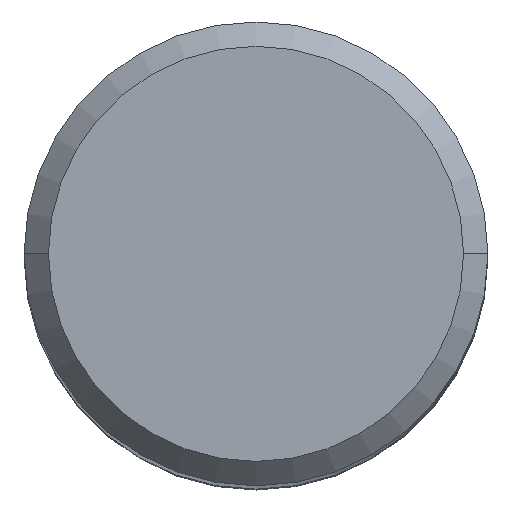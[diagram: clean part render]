
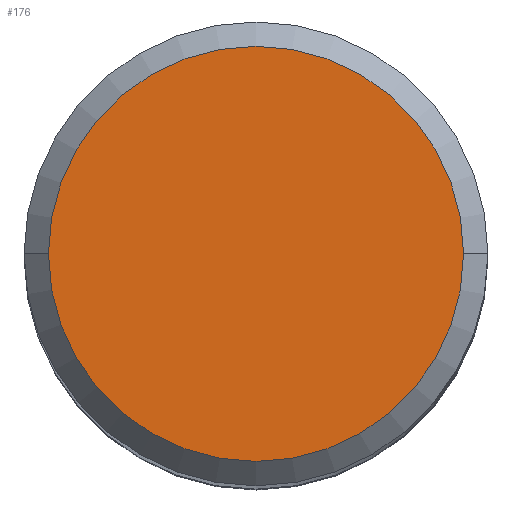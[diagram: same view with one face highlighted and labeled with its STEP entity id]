
A CAD part, top view. The second image highlights one B-rep face of the part: STEP entity #176.
In plain terms, the highlighted planar face has unit normal (0, 0, 1).
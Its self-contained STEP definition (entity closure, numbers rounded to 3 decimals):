
#43=PLANE('',#1349);
#176=ADVANCED_FACE('',(#262),#43,.F.);
#262=FACE_OUTER_BOUND('',#336,.T.);
#336=EDGE_LOOP('',(#544,#545));
#544=ORIENTED_EDGE('',*,*,#816,.T.);
#545=ORIENTED_EDGE('',*,*,#817,.T.);
#698=VERTEX_POINT('',#2805);
#699=VERTEX_POINT('',#2806);
#816=EDGE_CURVE('',#698,#699,#995,.T.);
#817=EDGE_CURVE('',#699,#698,#996,.T.);
#995=CIRCLE('',#1347,8.525);
#996=CIRCLE('',#1348,8.525);
#1347=AXIS2_PLACEMENT_3D('',#2804,#1621,#1622);
#1348=AXIS2_PLACEMENT_3D('',#2807,#1623,#1624);
#1349=AXIS2_PLACEMENT_3D('',#2808,#1625,#1626);
#1621=DIRECTION('',(0.,0.,1.));
#1622=DIRECTION('',(-1.,0.,0.));
#1623=DIRECTION('',(0.,0.,1.));
#1624=DIRECTION('',(1.,0.,0.));
#1625=DIRECTION('',(0.,0.,-1.));
#1626=DIRECTION('',(1.,0.,0.));
#2804=CARTESIAN_POINT('',(0.,0.,0.));
#2805=CARTESIAN_POINT('',(-8.525,0.,0.));
#2806=CARTESIAN_POINT('',(8.525,0.,0.));
#2807=CARTESIAN_POINT('',(0.,0.,0.));
#2808=CARTESIAN_POINT('',(0.,0.,0.));
